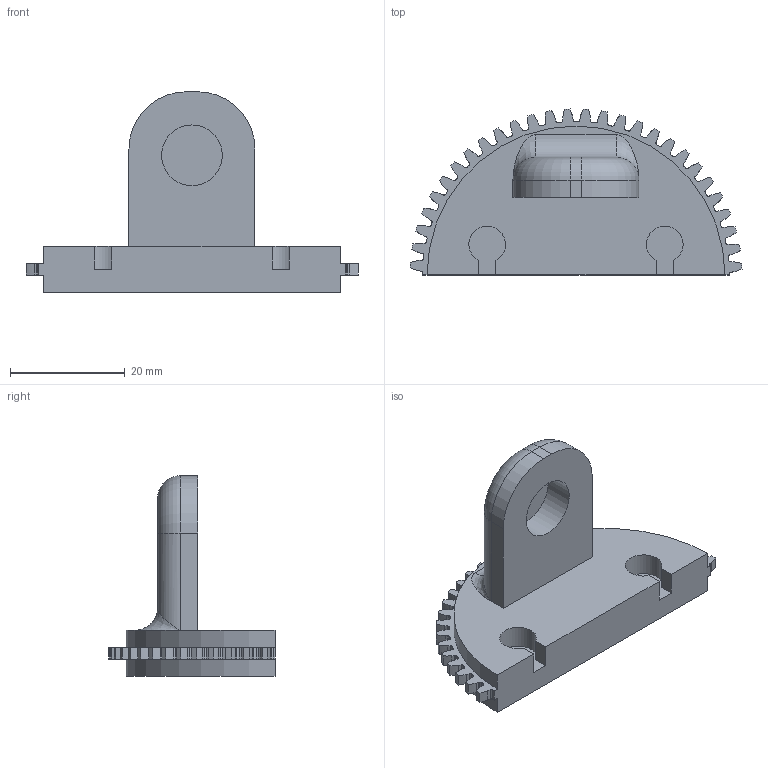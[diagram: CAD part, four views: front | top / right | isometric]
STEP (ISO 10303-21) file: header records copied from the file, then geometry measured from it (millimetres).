
FILE_DESCRIPTION(('FreeCAD Model'),'2;1');
FILE_NAME('r_turn_table.step', '2015-02-27T21:36:19',('Author'),(''), 'Open CASCADE STEP processor 6.7','FreeCAD','Unknown');
FILE_SCHEMA(('AUTOMOTIVE_DESIGN_CC2 { 1 2 10303 214 -1 1 5 4 }'));
Length unit declared in the file: millimetre
Products named in the file (1): r_turn_table
Bounding box: 57.96 x 28.98 x 35 mm (x, y, z)
Volume: 11746.7 mm3; surface area: 5320.1 mm2
Topology: 1 solids, 1 shells, 313 faces, 923 edges, 612 vertices
Faces by surface type: cylinder 124, extrusion 112, plane 73, torus 2, bspline 2
Full cylindrical faces by diameter (mm): 10.6 x1
Entity records: 24169 total; most frequent: CARTESIAN_POINT 6753, DIRECTION 2923, VECTOR 1911, ORIENTED_EDGE 1842, PCURVE 1842, DEFINITIONAL_REPRESENTATION 1842, LINE 1799, EDGE_CURVE 921
